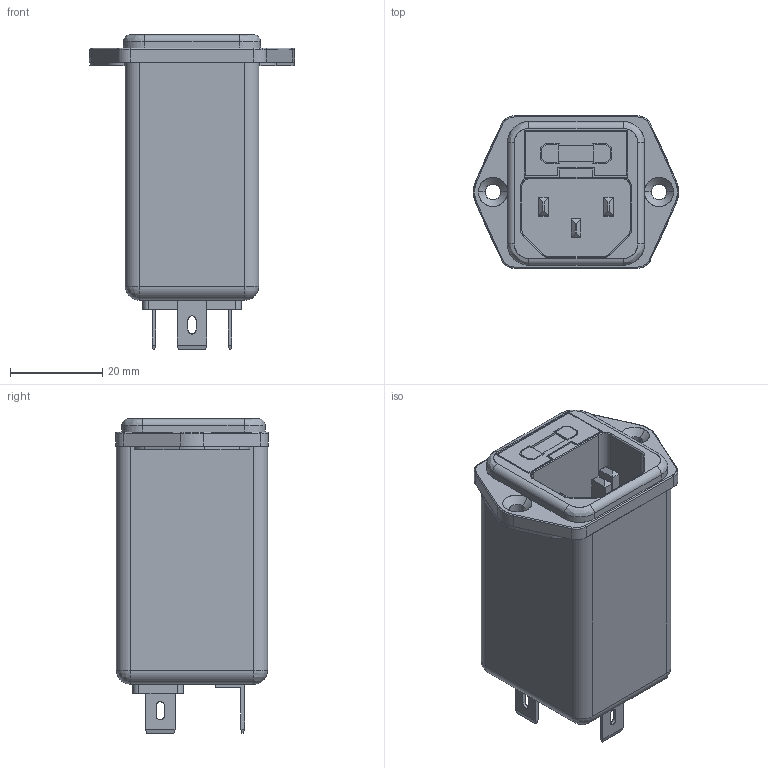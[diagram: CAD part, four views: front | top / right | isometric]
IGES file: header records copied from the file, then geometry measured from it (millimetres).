
Start section: SolidWorks IGES file using analytic representation for surfaces
Global section: file name: 06BEEG3H.IGS; native system: SolidWorks 2008; preprocessor: SolidWorks 2008; author: nhoefs; date: 080422.100215; units: inch
Bounding box: 44.45 x 33.02 x 68.24 mm (x, y, z)
Surface area: 11653 mm2 (no closed solid volume)
Topology: 0 solids, 0 shells, 277 faces, 2094 edges, 2090 vertices
Faces by surface type: bspline 194, revolution 83
